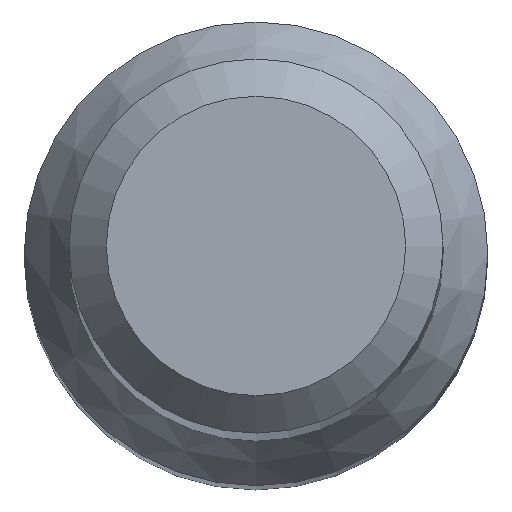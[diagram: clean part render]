
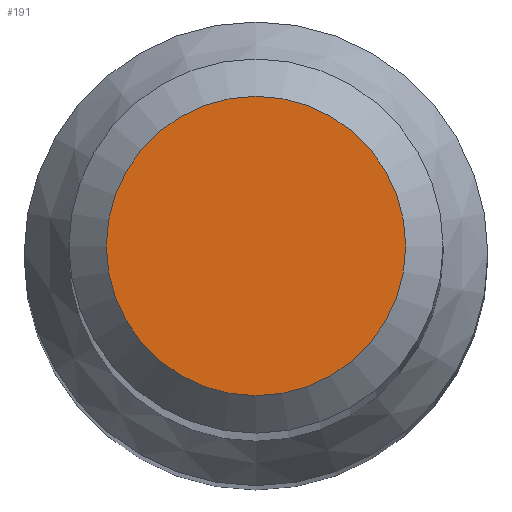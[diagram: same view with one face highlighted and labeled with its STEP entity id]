
A CAD part, top view. The second image highlights one B-rep face of the part: STEP entity #191.
In plain terms, the highlighted planar face has unit normal (0, 0, 1).
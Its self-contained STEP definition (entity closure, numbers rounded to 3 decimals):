
#25 = VERTEX_POINT ( 'NONE', #89 ) ;
#29 = EDGE_CURVE ( 'NONE', #25, #25, #205, .T. ) ;
#38 = CARTESIAN_POINT ( 'NONE',  ( 0., 0., 56. ) ) ;
#58 = PLANE ( 'NONE',  #135 ) ;
#89 = CARTESIAN_POINT ( 'NONE',  ( 0., 1.2, 56. ) ) ;
#98 = EDGE_LOOP ( 'NONE', ( #189 ) ) ;
#104 = FACE_OUTER_BOUND ( 'NONE', #98, .T. ) ;
#105 = AXIS2_PLACEMENT_3D ( 'NONE', #218, #212, #210 ) ;
#135 = AXIS2_PLACEMENT_3D ( 'NONE', #38, #176, #138 ) ;
#138 = DIRECTION ( 'NONE',  ( 0., 1., 0. ) ) ;
#176 = DIRECTION ( 'NONE',  ( 0., 0., -1. ) ) ;
#189 = ORIENTED_EDGE ( 'NONE', *, *, #29, .F. ) ;
#191 = ADVANCED_FACE ( 'NONE', ( #104 ), #58, .F. ) ;
#205 = CIRCLE ( 'NONE', #105, 1.2 ) ;
#210 = DIRECTION ( 'NONE',  ( 0., 1., 0. ) ) ;
#212 = DIRECTION ( 'NONE',  ( 0., 0., -1. ) ) ;
#218 = CARTESIAN_POINT ( 'NONE',  ( 0., 0., 56. ) ) ;
